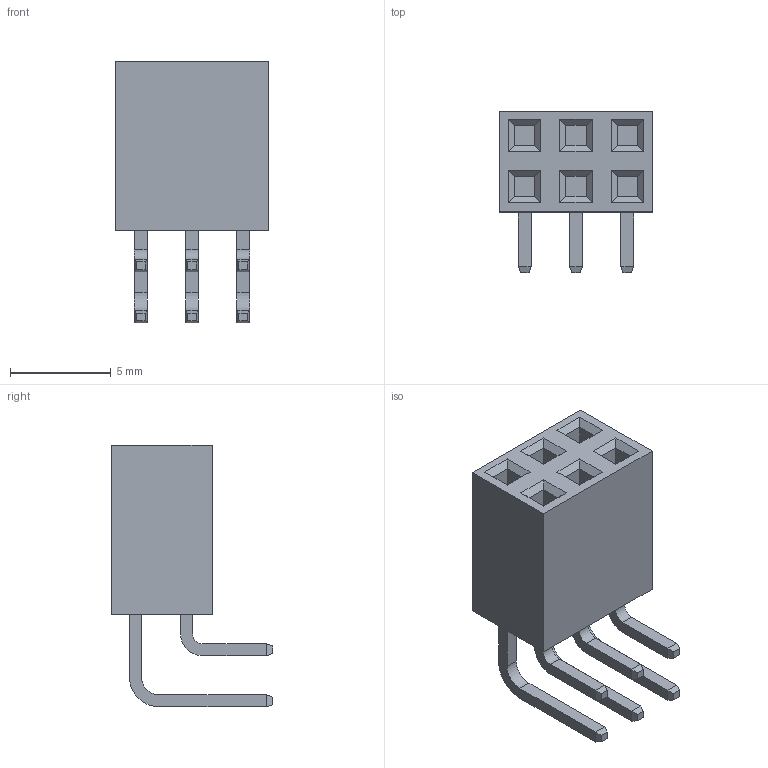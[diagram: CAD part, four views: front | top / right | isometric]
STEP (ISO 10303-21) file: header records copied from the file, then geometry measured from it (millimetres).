
FILE_DESCRIPTION (( 'STEP AP214' ), '1' );
FILE_NAME ('PBD-06R.STEP', '2020-02-07T16:17:46', ( '' ), ( '' ), 'SwSTEP 2.0', 'SolidWorks 2018', '' );
FILE_SCHEMA (( 'AUTOMOTIVE_DESIGN' ));
Length unit declared in the file: millimetre
Products named in the file (1): PBD-06R
Bounding box: 7.62 x 8 x 13 mm (x, y, z)
Volume: 301.3 mm3; surface area: 548.1 mm2
Topology: 1 solids, 1 shells, 138 faces, 324 edges, 200 vertices
Faces by surface type: plane 126, cylinder 12
Entity records: 5380 total; most frequent: CARTESIAN_POINT 663, ORIENTED_EDGE 648, DIRECTION 626, EDGE_CURVE 324, LINE 300, VECTOR 300, VERTEX_POINT 200, AXIS2_PLACEMENT_3D 163
